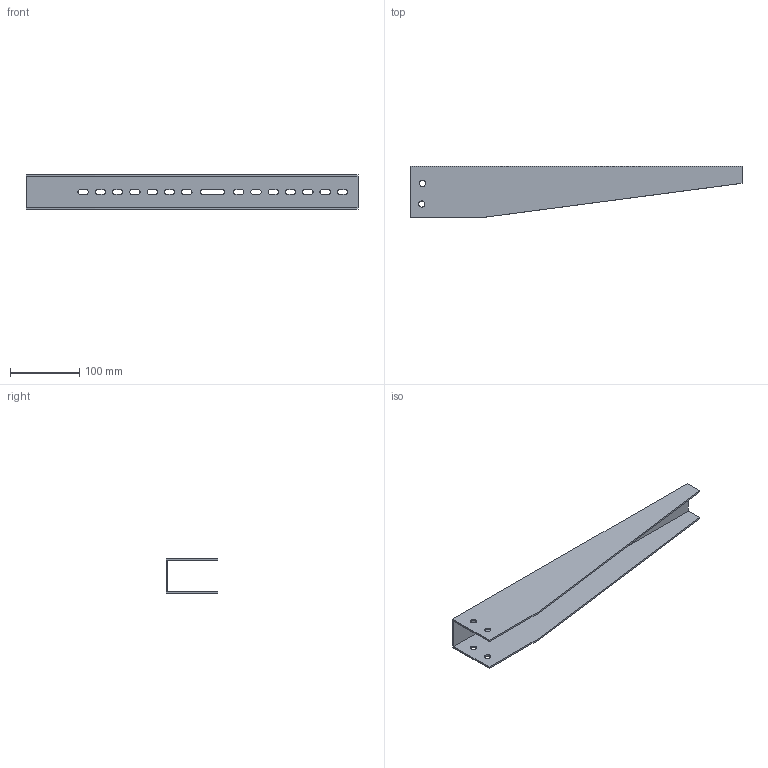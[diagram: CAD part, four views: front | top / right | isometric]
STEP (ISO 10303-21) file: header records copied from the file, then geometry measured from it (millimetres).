
FILE_DESCRIPTION (( 'STEP AP203' ), '1' );
FILE_NAME ('CLP1CZ-400-1 Êðîíøòåéí 400 ìì.STEP', '2016-03-15T13:18:43', ( '' ), ( '' ), 'SwSTEP 2.0', 'SolidWorks 2014', '' );
FILE_SCHEMA (( 'CONFIG_CONTROL_DESIGN' ));
Length unit declared in the file: millimetre
Products named in the file (1): CLP1CZ-400-1 Êðîíøòåéí 400 ìì
Bounding box: 480 x 75 x 50 mm (x, y, z)
Volume: 181970.7 mm3; surface area: 150525.3 mm2
Topology: 1 solids, 1 shells, 84 faces, 242 edges, 160 vertices
Faces by surface type: plane 50, cylinder 34
Full cylindrical faces by diameter (mm): 9 x4
Entity records: 2859 total; most frequent: CARTESIAN_POINT 475, DIRECTION 472, ORIENTED_EDGE 468, EDGE_CURVE 234, LINE 166, VECTOR 166, VERTEX_POINT 156, AXIS2_PLACEMENT_3D 153
